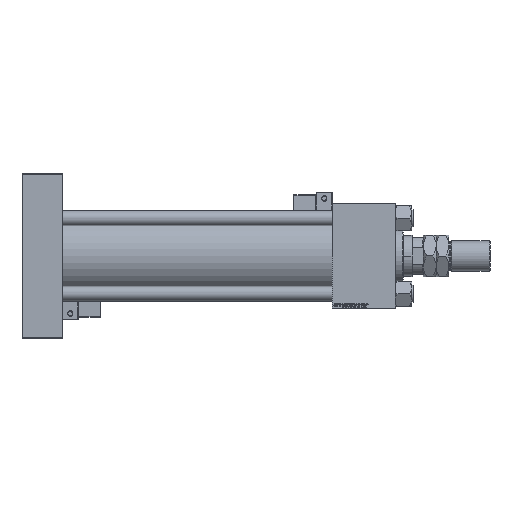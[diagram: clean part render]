
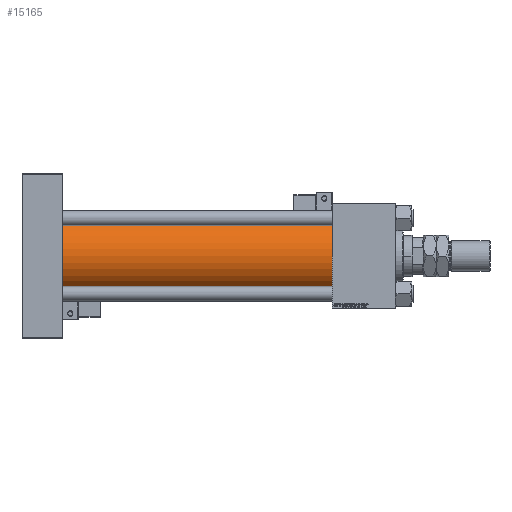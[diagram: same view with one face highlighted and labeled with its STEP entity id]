
A CAD part, front view. The second image highlights one B-rep face of the part: STEP entity #15165.
In plain terms, the highlighted cylindrical face has radius 43 mm (diameter 86 mm), a partial arc.
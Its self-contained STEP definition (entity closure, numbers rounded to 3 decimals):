
#1838 = CARTESIAN_POINT ( 'NONE',  ( 340., 0., 43. ) ) ;
#2132 = ORIENTED_EDGE ( 'NONE', *, *, #51007, .F. ) ;
#3975 = LINE ( 'NONE', #43151, #33021 ) ;
#6027 = CIRCLE ( 'NONE', #35237, 43. ) ;
#8238 = VECTOR ( 'NONE', #15216, 1000. ) ;
#12275 = DIRECTION ( 'NONE',  ( -1., 0., 0. ) ) ;
#12542 = CARTESIAN_POINT ( 'NONE',  ( 44., 0., 0. ) ) ;
#14506 = CIRCLE ( 'NONE', #52869, 43. ) ;
#15165 = ADVANCED_FACE ( 'NONE', ( #35132 ), #44852, .T. ) ;
#15216 = DIRECTION ( 'NONE',  ( -1., 0., 0. ) ) ;
#16549 = DIRECTION ( 'NONE',  ( 1., 0., 0. ) ) ;
#16779 = ORIENTED_EDGE ( 'NONE', *, *, #51455, .T. ) ;
#20295 = VERTEX_POINT ( 'NONE', #1838 ) ;
#21674 = DIRECTION ( 'NONE',  ( 0., 0., 1. ) ) ;
#22273 = DIRECTION ( 'NONE',  ( -1., 0., 0. ) ) ;
#24029 = ORIENTED_EDGE ( 'NONE', *, *, #34221, .T. ) ;
#24881 = VERTEX_POINT ( 'NONE', #53519 ) ;
#25533 = VERTEX_POINT ( 'NONE', #49087 ) ;
#27048 = ORIENTED_EDGE ( 'NONE', *, *, #41956, .F. ) ;
#30557 = CARTESIAN_POINT ( 'NONE',  ( 340., 0., 0. ) ) ;
#30742 = VERTEX_POINT ( 'NONE', #40242 ) ;
#33021 = VECTOR ( 'NONE', #12275, 1000. ) ;
#34221 = EDGE_CURVE ( 'NONE', #20295, #24881, #3975, .T. ) ;
#34395 = EDGE_LOOP ( 'NONE', ( #2132, #27048, #24029, #16779 ) ) ;
#35132 = FACE_OUTER_BOUND ( 'NONE', #34395, .T. ) ;
#35237 = AXIS2_PLACEMENT_3D ( 'NONE', #44430, #39874, #39595 ) ;
#39454 = DIRECTION ( 'NONE',  ( 0., 0., 1. ) ) ;
#39595 = DIRECTION ( 'NONE',  ( 0., 0., -1. ) ) ;
#39874 = DIRECTION ( 'NONE',  ( 1., 0., 0. ) ) ;
#40242 = CARTESIAN_POINT ( 'NONE',  ( 340., 0., -43. ) ) ;
#40692 = LINE ( 'NONE', #44968, #8238 ) ;
#41956 = EDGE_CURVE ( 'NONE', #20295, #30742, #6027, .T. ) ;
#43151 = CARTESIAN_POINT ( 'NONE',  ( 340., 0., 43. ) ) ;
#44430 = CARTESIAN_POINT ( 'NONE',  ( 340., 0., 0. ) ) ;
#44852 = CYLINDRICAL_SURFACE ( 'NONE', #46143, 43. ) ;
#44968 = CARTESIAN_POINT ( 'NONE',  ( 340., 0., -43. ) ) ;
#46143 = AXIS2_PLACEMENT_3D ( 'NONE', #30557, #22273, #39454 ) ;
#49087 = CARTESIAN_POINT ( 'NONE',  ( 44., 0., -43. ) ) ;
#51007 = EDGE_CURVE ( 'NONE', #30742, #25533, #40692, .T. ) ;
#51455 = EDGE_CURVE ( 'NONE', #24881, #25533, #14506, .T. ) ;
#52869 = AXIS2_PLACEMENT_3D ( 'NONE', #12542, #16549, #21674 ) ;
#53519 = CARTESIAN_POINT ( 'NONE',  ( 44., 0., 43. ) ) ;
